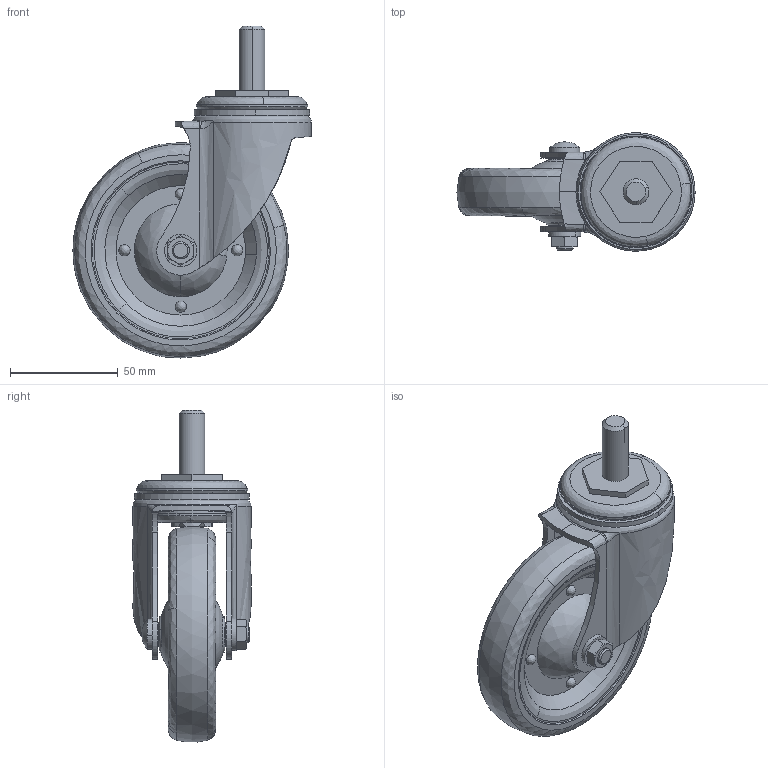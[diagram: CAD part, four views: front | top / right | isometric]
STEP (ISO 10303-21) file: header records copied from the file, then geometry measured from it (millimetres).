
FILE_DESCRIPTION((''),'2;1');
FILE_NAME('','2005-12-15T16:45:27',(''),(''),'','CADfix','');
FILE_SCHEMA(('AUTOMOTIVE_DESIGN'));
Length unit declared in the file: millimetre
Products named in the file (5): wheel; main shaft; body; axle; No_307_24191_36
Assembly tree (4 placements, depth 2):
  No_307_24191_36
    wheel
    main shaft
    body
    axle
Bounding box: 110.42 x 54.85 x 153.9 mm (x, y, z)
Volume: 188362.1 mm3; surface area: 51876.1 mm2
Topology: 4 solids, 4 shells, 196 faces, 596 edges, 435 vertices
Faces by surface type: bspline 196
Entity records: 9212 total; most frequent: CARTESIAN_POINT 5928, ORIENTED_EDGE 1192, EDGE_CURVE 596, VERTEX_POINT 435, EDGE_LOOP 231, FACE_OUTER_BOUND 196, ADVANCED_FACE 196, QUASI_UNIFORM_CURVE 132
